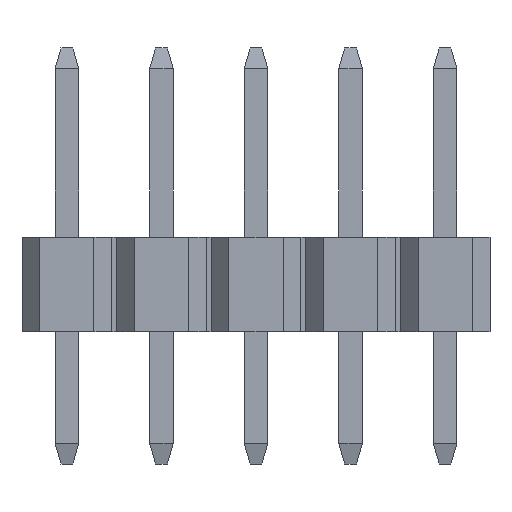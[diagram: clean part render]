
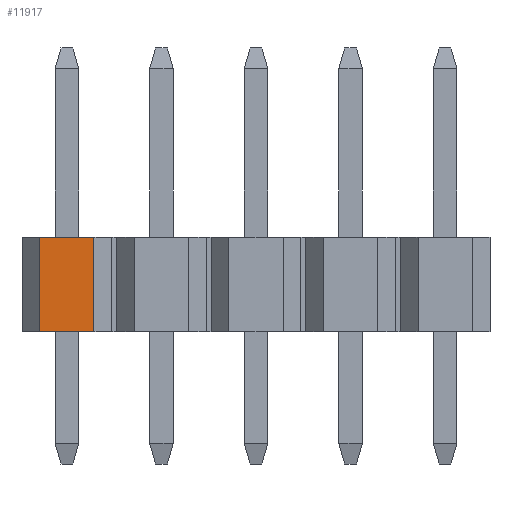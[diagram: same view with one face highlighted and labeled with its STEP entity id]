
A CAD part, left-side view. The second image highlights one B-rep face of the part: STEP entity #11917.
In plain terms, the highlighted planar face has unit normal (-1, 0, 0).
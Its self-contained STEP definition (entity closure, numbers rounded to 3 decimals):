
#55 = PLANE('',#56);
#56 = AXIS2_PLACEMENT_3D('',#57,#58,#59);
#57 = CARTESIAN_POINT('',(1.,-8.,2.));
#58 = DIRECTION('',(0.,0.,1.));
#59 = DIRECTION('',(0.,1.,0.));
#10782 = PLANE('',#10783);
#10783 = AXIS2_PLACEMENT_3D('',#10784,#10785,#10786);
#10784 = CARTESIAN_POINT('',(1.,-8.,0.));
#10785 = DIRECTION('',(0.,0.,1.));
#10786 = DIRECTION('',(0.,1.,0.));
#11051 = PLANE('',#11052);
#11052 = AXIS2_PLACEMENT_3D('',#11053,#11054,#11055);
#11053 = CARTESIAN_POINT('',(-0.798,0.761,
    0.));
#11054 = DIRECTION('',(-0.683,0.731,
    0.));
#11055 = DIRECTION('',(-0.731,-0.683,
    0.));
#11611 = VERTEX_POINT('',#11612);
#11612 = CARTESIAN_POINT('',(-1.,-0.572,0.));
#11626 = PLANE('',#11627);
#11627 = AXIS2_PLACEMENT_3D('',#11628,#11629,#11630);
#11628 = CARTESIAN_POINT('',(-0.798,-0.761,
    0.));
#11629 = DIRECTION('',(-0.683,-0.731,
    0.));
#11630 = DIRECTION('',(0.731,-0.683,0.
    ));
#11638 = EDGE_CURVE('',#11611,#11639,#11641,.T.);
#11639 = VERTEX_POINT('',#11640);
#11640 = CARTESIAN_POINT('',(-1.,0.572,0.));
#11641 = SURFACE_CURVE('',#11642,(#11646,#11653),.PCURVE_S1.);
#11642 = LINE('',#11643,#11644);
#11643 = CARTESIAN_POINT('',(-1.,-0.572,0.));
#11644 = VECTOR('',#11645,1.);
#11645 = DIRECTION('',(0.,1.,0.));
#11646 = PCURVE('',#10782,#11647);
#11647 = DEFINITIONAL_REPRESENTATION('',(#11648),#11652);
#11648 = LINE('',#11649,#11650);
#11649 = CARTESIAN_POINT('',(7.428,2.));
#11650 = VECTOR('',#11651,1.);
#11651 = DIRECTION('',(1.,0.));
#11652 = ( GEOMETRIC_REPRESENTATION_CONTEXT(2) 
PARAMETRIC_REPRESENTATION_CONTEXT() REPRESENTATION_CONTEXT('2D SPACE',''
  ) );
#11653 = PCURVE('',#11654,#11659);
#11654 = PLANE('',#11655);
#11655 = AXIS2_PLACEMENT_3D('',#11656,#11657,#11658);
#11656 = CARTESIAN_POINT('',(-1.,0.,
    0.));
#11657 = DIRECTION('',(-1.,0.,0.));
#11658 = DIRECTION('',(0.,-1.,0.));
#11659 = DEFINITIONAL_REPRESENTATION('',(#11660),#11664);
#11660 = LINE('',#11661,#11662);
#11661 = CARTESIAN_POINT('',(0.572,0.));
#11662 = VECTOR('',#11663,1.);
#11663 = DIRECTION('',(-1.,0.));
#11664 = ( GEOMETRIC_REPRESENTATION_CONTEXT(2) 
PARAMETRIC_REPRESENTATION_CONTEXT() REPRESENTATION_CONTEXT('2D SPACE',''
  ) );
#11873 = VERTEX_POINT('',#11874);
#11874 = CARTESIAN_POINT('',(-1.,-0.572,2.));
#11895 = EDGE_CURVE('',#11611,#11873,#11896,.T.);
#11896 = SURFACE_CURVE('',#11897,(#11901,#11908),.PCURVE_S1.);
#11897 = LINE('',#11898,#11899);
#11898 = CARTESIAN_POINT('',(-1.,-0.572,0.));
#11899 = VECTOR('',#11900,1.);
#11900 = DIRECTION('',(0.,0.,1.));
#11901 = PCURVE('',#11626,#11902);
#11902 = DEFINITIONAL_REPRESENTATION('',(#11903),#11907);
#11903 = LINE('',#11904,#11905);
#11904 = CARTESIAN_POINT('',(-0.277,0.));
#11905 = VECTOR('',#11906,1.);
#11906 = DIRECTION('',(0.,1.));
#11907 = ( GEOMETRIC_REPRESENTATION_CONTEXT(2) 
PARAMETRIC_REPRESENTATION_CONTEXT() REPRESENTATION_CONTEXT('2D SPACE',''
  ) );
#11908 = PCURVE('',#11654,#11909);
#11909 = DEFINITIONAL_REPRESENTATION('',(#11910),#11914);
#11910 = LINE('',#11911,#11912);
#11911 = CARTESIAN_POINT('',(0.572,0.));
#11912 = VECTOR('',#11913,1.);
#11913 = DIRECTION('',(0.,1.));
#11914 = ( GEOMETRIC_REPRESENTATION_CONTEXT(2) 
PARAMETRIC_REPRESENTATION_CONTEXT() REPRESENTATION_CONTEXT('2D SPACE',''
  ) );
#11917 = ADVANCED_FACE('',(#11918),#11654,.T.);
#11918 = FACE_BOUND('',#11919,.T.);
#11919 = EDGE_LOOP('',(#11920,#11943,#11964,#11965));
#11920 = ORIENTED_EDGE('',*,*,#11921,.T.);
#11921 = EDGE_CURVE('',#11873,#11922,#11924,.T.);
#11922 = VERTEX_POINT('',#11923);
#11923 = CARTESIAN_POINT('',(-1.,0.572,2.));
#11924 = SURFACE_CURVE('',#11925,(#11929,#11936),.PCURVE_S1.);
#11925 = LINE('',#11926,#11927);
#11926 = CARTESIAN_POINT('',(-1.,-0.572,2.));
#11927 = VECTOR('',#11928,1.);
#11928 = DIRECTION('',(0.,1.,0.));
#11929 = PCURVE('',#11654,#11930);
#11930 = DEFINITIONAL_REPRESENTATION('',(#11931),#11935);
#11931 = LINE('',#11932,#11933);
#11932 = CARTESIAN_POINT('',(0.572,2.));
#11933 = VECTOR('',#11934,1.);
#11934 = DIRECTION('',(-1.,0.));
#11935 = ( GEOMETRIC_REPRESENTATION_CONTEXT(2) 
PARAMETRIC_REPRESENTATION_CONTEXT() REPRESENTATION_CONTEXT('2D SPACE',''
  ) );
#11936 = PCURVE('',#55,#11937);
#11937 = DEFINITIONAL_REPRESENTATION('',(#11938),#11942);
#11938 = LINE('',#11939,#11940);
#11939 = CARTESIAN_POINT('',(7.428,2.));
#11940 = VECTOR('',#11941,1.);
#11941 = DIRECTION('',(1.,0.));
#11942 = ( GEOMETRIC_REPRESENTATION_CONTEXT(2) 
PARAMETRIC_REPRESENTATION_CONTEXT() REPRESENTATION_CONTEXT('2D SPACE',''
  ) );
#11943 = ORIENTED_EDGE('',*,*,#11944,.F.);
#11944 = EDGE_CURVE('',#11639,#11922,#11945,.T.);
#11945 = SURFACE_CURVE('',#11946,(#11950,#11957),.PCURVE_S1.);
#11946 = LINE('',#11947,#11948);
#11947 = CARTESIAN_POINT('',(-1.,0.572,0.));
#11948 = VECTOR('',#11949,1.);
#11949 = DIRECTION('',(0.,0.,1.));
#11950 = PCURVE('',#11654,#11951);
#11951 = DEFINITIONAL_REPRESENTATION('',(#11952),#11956);
#11952 = LINE('',#11953,#11954);
#11953 = CARTESIAN_POINT('',(-0.572,0.));
#11954 = VECTOR('',#11955,1.);
#11955 = DIRECTION('',(0.,1.));
#11956 = ( GEOMETRIC_REPRESENTATION_CONTEXT(2) 
PARAMETRIC_REPRESENTATION_CONTEXT() REPRESENTATION_CONTEXT('2D SPACE',''
  ) );
#11957 = PCURVE('',#11051,#11958);
#11958 = DEFINITIONAL_REPRESENTATION('',(#11959),#11963);
#11959 = LINE('',#11960,#11961);
#11960 = CARTESIAN_POINT('',(0.277,0.));
#11961 = VECTOR('',#11962,1.);
#11962 = DIRECTION('',(0.,1.));
#11963 = ( GEOMETRIC_REPRESENTATION_CONTEXT(2) 
PARAMETRIC_REPRESENTATION_CONTEXT() REPRESENTATION_CONTEXT('2D SPACE',''
  ) );
#11964 = ORIENTED_EDGE('',*,*,#11638,.F.);
#11965 = ORIENTED_EDGE('',*,*,#11895,.T.);
